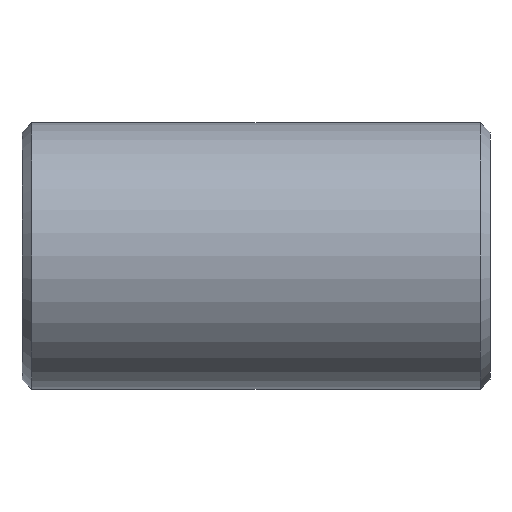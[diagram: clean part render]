
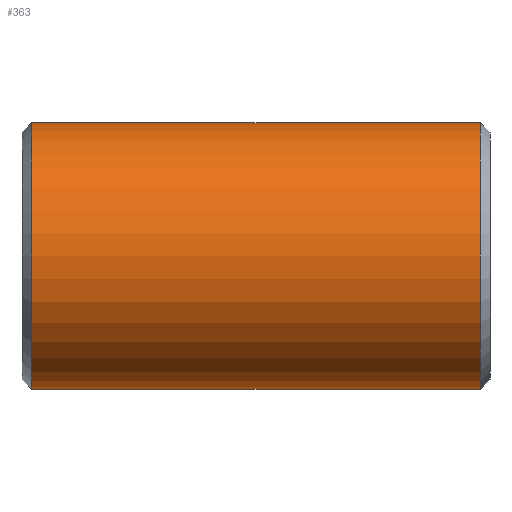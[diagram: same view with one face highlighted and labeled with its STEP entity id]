
A CAD part, front view. The second image highlights one B-rep face of the part: STEP entity #363.
In plain terms, the highlighted cylindrical face has radius 70.65 mm (diameter 141.3 mm), a partial arc.
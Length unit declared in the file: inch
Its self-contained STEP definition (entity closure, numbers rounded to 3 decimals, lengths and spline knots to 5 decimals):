
#9 = AXIS2_PLACEMENT_3D ( 'NONE', #388, #553, #142 ) ;
#44 = EDGE_CURVE ( 'NONE', #498, #670, #535, .T. ) ;
#66 = CARTESIAN_POINT ( 'NONE',  ( -4.67167, 0., -2.7815 ) ) ;
#125 = AXIS2_PLACEMENT_3D ( 'NONE', #262, #384, #614 ) ;
#142 = DIRECTION ( 'NONE',  ( 0., 0., 1. ) ) ;
#186 = ORIENTED_EDGE ( 'NONE', *, *, #557, .T. ) ;
#262 = CARTESIAN_POINT ( 'NONE',  ( -4.67167, 0., 0. ) ) ;
#301 = ORIENTED_EDGE ( 'NONE', *, *, #44, .T. ) ;
#314 = CARTESIAN_POINT ( 'NONE',  ( 4.67167, 0., 2.7815 ) ) ;
#320 = CARTESIAN_POINT ( 'NONE',  ( -4.67167, 0., 2.7815 ) ) ;
#321 = DIRECTION ( 'NONE',  ( 0., 0., -1. ) ) ;
#325 = VECTOR ( 'NONE', #346, 39.37008 ) ;
#346 = DIRECTION ( 'NONE',  ( -1., 0., 0. ) ) ;
#353 = VECTOR ( 'NONE', #483, 39.37008 ) ;
#363 = ADVANCED_FACE ( 'NONE', ( #391 ), #505, .T. ) ;
#384 = DIRECTION ( 'NONE',  ( 1., 0., 0. ) ) ;
#388 = CARTESIAN_POINT ( 'NONE',  ( 4.88, 0., 0. ) ) ;
#391 = FACE_OUTER_BOUND ( 'NONE', #576, .T. ) ;
#420 = EDGE_CURVE ( 'NONE', #438, #741, #590, .T. ) ;
#438 = VERTEX_POINT ( 'NONE', #320 ) ;
#453 = LINE ( 'NONE', #507, #325 ) ;
#478 = LINE ( 'NONE', #664, #353 ) ;
#483 = DIRECTION ( 'NONE',  ( -1., 0., 0. ) ) ;
#488 = ORIENTED_EDGE ( 'NONE', *, *, #786, .F. ) ;
#498 = VERTEX_POINT ( 'NONE', #731 ) ;
#503 = DIRECTION ( 'NONE',  ( -1., 0., 0. ) ) ;
#505 = CYLINDRICAL_SURFACE ( 'NONE', #9, 2.7815 ) ;
#507 = CARTESIAN_POINT ( 'NONE',  ( 4.88, 0., -2.7815 ) ) ;
#535 = CIRCLE ( 'NONE', #617, 2.7815 ) ;
#553 = DIRECTION ( 'NONE',  ( -1., 0., 0. ) ) ;
#557 = EDGE_CURVE ( 'NONE', #670, #438, #478, .T. ) ;
#569 = CARTESIAN_POINT ( 'NONE',  ( 4.67167, 0., 0. ) ) ;
#576 = EDGE_LOOP ( 'NONE', ( #488, #301, #186, #615 ) ) ;
#590 = CIRCLE ( 'NONE', #125, 2.7815 ) ;
#614 = DIRECTION ( 'NONE',  ( 0., 0., 1. ) ) ;
#615 = ORIENTED_EDGE ( 'NONE', *, *, #420, .T. ) ;
#617 = AXIS2_PLACEMENT_3D ( 'NONE', #569, #503, #321 ) ;
#664 = CARTESIAN_POINT ( 'NONE',  ( 4.88, 0., 2.7815 ) ) ;
#670 = VERTEX_POINT ( 'NONE', #314 ) ;
#731 = CARTESIAN_POINT ( 'NONE',  ( 4.67167, 0., -2.7815 ) ) ;
#741 = VERTEX_POINT ( 'NONE', #66 ) ;
#786 = EDGE_CURVE ( 'NONE', #498, #741, #453, .T. ) ;
